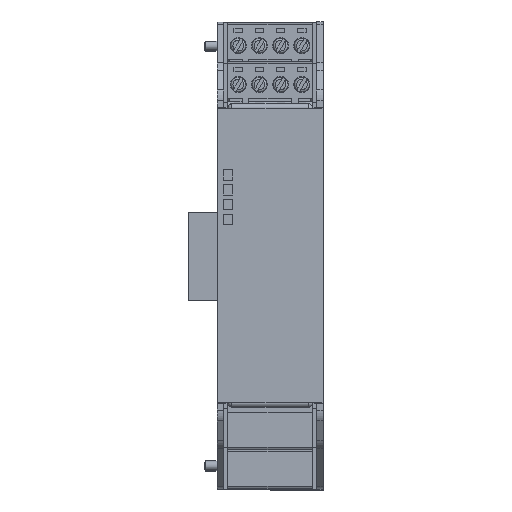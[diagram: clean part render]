
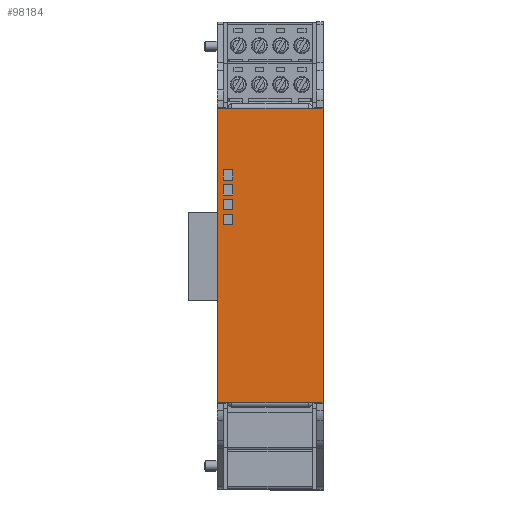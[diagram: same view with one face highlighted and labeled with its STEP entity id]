
A CAD part, top view. The second image highlights one B-rep face of the part: STEP entity #98184.
In plain terms, the highlighted planar face has unit normal (0, 0, 1).
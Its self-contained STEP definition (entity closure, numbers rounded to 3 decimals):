
#95777=DIRECTION('',(-1.,0.,0.));
#95778=VECTOR('',#95777,18.);
#95779=CARTESIAN_POINT('',(9.,-34.76,0.));
#95780=LINE('',#95779,#95778);
#95781=DIRECTION('',(1.,0.,0.));
#95782=VECTOR('',#95781,3.5);
#95783=CARTESIAN_POINT('',(-12.5,-34.76,0.));
#95784=LINE('',#95783,#95782);
#95785=DIRECTION('',(0.,-1.,0.));
#95786=VECTOR('',#95785,69.52);
#95787=CARTESIAN_POINT('',(-12.5,34.76,0.));
#95788=LINE('',#95787,#95786);
#95789=DIRECTION('',(-1.,0.,0.));
#95790=VECTOR('',#95789,3.5);
#95791=CARTESIAN_POINT('',(-9.,34.76,0.));
#95792=LINE('',#95791,#95790);
#95793=DIRECTION('',(-1.,0.,0.));
#95794=VECTOR('',#95793,18.);
#95795=CARTESIAN_POINT('',(9.,34.76,0.));
#95796=LINE('',#95795,#95794);
#95797=DIRECTION('',(-1.,0.,0.));
#95798=VECTOR('',#95797,3.5);
#95799=CARTESIAN_POINT('',(12.5,34.76,0.));
#95800=LINE('',#95799,#95798);
#95801=DIRECTION('',(0.,1.,0.));
#95802=VECTOR('',#95801,69.52);
#95803=CARTESIAN_POINT('',(12.5,-34.76,0.));
#95804=LINE('',#95803,#95802);
#95805=DIRECTION('',(1.,0.,0.));
#95806=VECTOR('',#95805,3.5);
#95807=CARTESIAN_POINT('',(9.,-34.76,0.));
#95808=LINE('',#95807,#95806);
#95809=DIRECTION('',(1.,0.,0.));
#95810=VECTOR('',#95809,2.21);
#95811=CARTESIAN_POINT('',(-11.005,7.24,0.));
#95812=LINE('',#95811,#95810);
#95813=DIRECTION('',(0.,-1.,0.));
#95814=VECTOR('',#95813,2.5);
#95815=CARTESIAN_POINT('',(-8.795,9.74,0.));
#95816=LINE('',#95815,#95814);
#95817=DIRECTION('',(1.,0.,0.));
#95818=VECTOR('',#95817,2.21);
#95819=CARTESIAN_POINT('',(-11.005,9.74,0.));
#95820=LINE('',#95819,#95818);
#95821=DIRECTION('',(0.,-1.,0.));
#95822=VECTOR('',#95821,2.5);
#95823=CARTESIAN_POINT('',(-11.005,9.74,0.));
#95824=LINE('',#95823,#95822);
#95825=DIRECTION('',(1.,0.,0.));
#95826=VECTOR('',#95825,2.21);
#95827=CARTESIAN_POINT('',(-11.005,20.24,0.));
#95828=LINE('',#95827,#95826);
#95829=DIRECTION('',(0.,-1.,0.));
#95830=VECTOR('',#95829,2.5);
#95831=CARTESIAN_POINT('',(-11.005,20.24,0.));
#95832=LINE('',#95831,#95830);
#95833=DIRECTION('',(1.,0.,0.));
#95834=VECTOR('',#95833,2.21);
#95835=CARTESIAN_POINT('',(-11.005,17.74,0.));
#95836=LINE('',#95835,#95834);
#95837=DIRECTION('',(0.,-1.,0.));
#95838=VECTOR('',#95837,2.5);
#95839=CARTESIAN_POINT('',(-8.795,20.24,0.));
#95840=LINE('',#95839,#95838);
#95841=DIRECTION('',(1.,0.,0.));
#95842=VECTOR('',#95841,2.21);
#95843=CARTESIAN_POINT('',(-11.005,16.74,0.));
#95844=LINE('',#95843,#95842);
#95845=DIRECTION('',(0.,-1.,0.));
#95846=VECTOR('',#95845,2.5);
#95847=CARTESIAN_POINT('',(-11.005,16.74,0.));
#95848=LINE('',#95847,#95846);
#95849=DIRECTION('',(1.,0.,0.));
#95850=VECTOR('',#95849,2.21);
#95851=CARTESIAN_POINT('',(-11.005,14.24,0.));
#95852=LINE('',#95851,#95850);
#95853=DIRECTION('',(0.,-1.,0.));
#95854=VECTOR('',#95853,2.5);
#95855=CARTESIAN_POINT('',(-8.795,16.74,0.));
#95856=LINE('',#95855,#95854);
#95857=DIRECTION('',(1.,0.,0.));
#95858=VECTOR('',#95857,2.21);
#95859=CARTESIAN_POINT('',(-11.005,13.24,0.));
#95860=LINE('',#95859,#95858);
#95861=DIRECTION('',(0.,-1.,0.));
#95862=VECTOR('',#95861,2.5);
#95863=CARTESIAN_POINT('',(-11.005,13.24,0.));
#95864=LINE('',#95863,#95862);
#95865=DIRECTION('',(1.,0.,0.));
#95866=VECTOR('',#95865,2.21);
#95867=CARTESIAN_POINT('',(-11.005,10.74,0.));
#95868=LINE('',#95867,#95866);
#95869=DIRECTION('',(0.,-1.,0.));
#95870=VECTOR('',#95869,2.5);
#95871=CARTESIAN_POINT('',(-8.795,13.24,0.));
#95872=LINE('',#95871,#95870);
#97575=CARTESIAN_POINT('',(-12.5,34.76,0.));
#97576=CARTESIAN_POINT('',(-12.5,-34.76,0.));
#97577=VERTEX_POINT('',#97575);
#97578=VERTEX_POINT('',#97576);
#97579=CARTESIAN_POINT('',(12.5,-34.76,0.));
#97580=CARTESIAN_POINT('',(12.5,34.76,0.));
#97581=VERTEX_POINT('',#97579);
#97582=VERTEX_POINT('',#97580);
#97607=CARTESIAN_POINT('',(9.,34.76,0.));
#97608=CARTESIAN_POINT('',(-9.,34.76,0.));
#97609=VERTEX_POINT('',#97607);
#97610=VERTEX_POINT('',#97608);
#97620=CARTESIAN_POINT('',(9.,-34.76,0.));
#97622=VERTEX_POINT('',#97620);
#97624=CARTESIAN_POINT('',(-9.,-34.76,0.));
#97626=VERTEX_POINT('',#97624);
#97929=CARTESIAN_POINT('',(-11.005,7.24,0.));
#97930=CARTESIAN_POINT('',(-8.795,7.24,0.));
#97931=VERTEX_POINT('',#97929);
#97932=VERTEX_POINT('',#97930);
#97933=CARTESIAN_POINT('',(-11.005,20.24,0.));
#97934=CARTESIAN_POINT('',(-8.795,20.24,0.));
#97935=VERTEX_POINT('',#97933);
#97936=VERTEX_POINT('',#97934);
#97937=CARTESIAN_POINT('',(-11.005,17.74,0.));
#97938=CARTESIAN_POINT('',(-8.795,17.74,0.));
#97939=VERTEX_POINT('',#97937);
#97940=VERTEX_POINT('',#97938);
#97941=CARTESIAN_POINT('',(-11.005,16.74,0.));
#97942=CARTESIAN_POINT('',(-8.795,16.74,0.));
#97943=VERTEX_POINT('',#97941);
#97944=VERTEX_POINT('',#97942);
#97945=CARTESIAN_POINT('',(-11.005,14.24,0.));
#97946=CARTESIAN_POINT('',(-8.795,14.24,0.));
#97947=VERTEX_POINT('',#97945);
#97948=VERTEX_POINT('',#97946);
#97949=CARTESIAN_POINT('',(-11.005,13.24,0.));
#97950=CARTESIAN_POINT('',(-8.795,13.24,0.));
#97951=VERTEX_POINT('',#97949);
#97952=VERTEX_POINT('',#97950);
#97953=CARTESIAN_POINT('',(-11.005,10.74,0.));
#97954=CARTESIAN_POINT('',(-8.795,10.74,0.));
#97955=VERTEX_POINT('',#97953);
#97956=VERTEX_POINT('',#97954);
#97957=CARTESIAN_POINT('',(-11.005,9.74,0.));
#97958=CARTESIAN_POINT('',(-8.795,9.74,0.));
#97959=VERTEX_POINT('',#97957);
#97960=VERTEX_POINT('',#97958);
#98121=CARTESIAN_POINT('',(0.,0.,0.));
#98122=DIRECTION('',(0.,0.,1.));
#98123=DIRECTION('',(1.,0.,0.));
#98124=AXIS2_PLACEMENT_3D('',#98121,#98122,#98123);
#98125=PLANE('',#98124);
#98127=ORIENTED_EDGE('',*,*,#98126,.T.);
#98129=ORIENTED_EDGE('',*,*,#98128,.F.);
#98131=ORIENTED_EDGE('',*,*,#98130,.F.);
#98133=ORIENTED_EDGE('',*,*,#98132,.F.);
#98135=ORIENTED_EDGE('',*,*,#98134,.F.);
#98137=ORIENTED_EDGE('',*,*,#98136,.F.);
#98139=ORIENTED_EDGE('',*,*,#98138,.F.);
#98141=ORIENTED_EDGE('',*,*,#98140,.F.);
#98142=EDGE_LOOP('',(#98127,#98129,#98131,#98133,#98135,#98137,#98139,#98141));
#98143=FACE_OUTER_BOUND('',#98142,.F.);
#98145=ORIENTED_EDGE('',*,*,#98144,.T.);
#98147=ORIENTED_EDGE('',*,*,#98146,.F.);
#98149=ORIENTED_EDGE('',*,*,#98148,.F.);
#98151=ORIENTED_EDGE('',*,*,#98150,.T.);
#98152=EDGE_LOOP('',(#98145,#98147,#98149,#98151));
#98153=FACE_BOUND('',#98152,.F.);
#98155=ORIENTED_EDGE('',*,*,#98154,.F.);
#98157=ORIENTED_EDGE('',*,*,#98156,.T.);
#98159=ORIENTED_EDGE('',*,*,#98158,.T.);
#98161=ORIENTED_EDGE('',*,*,#98160,.F.);
#98162=EDGE_LOOP('',(#98155,#98157,#98159,#98161));
#98163=FACE_BOUND('',#98162,.F.);
#98165=ORIENTED_EDGE('',*,*,#98164,.F.);
#98167=ORIENTED_EDGE('',*,*,#98166,.T.);
#98169=ORIENTED_EDGE('',*,*,#98168,.T.);
#98171=ORIENTED_EDGE('',*,*,#98170,.F.);
#98172=EDGE_LOOP('',(#98165,#98167,#98169,#98171));
#98173=FACE_BOUND('',#98172,.F.);
#98175=ORIENTED_EDGE('',*,*,#98174,.F.);
#98177=ORIENTED_EDGE('',*,*,#98176,.T.);
#98179=ORIENTED_EDGE('',*,*,#98178,.T.);
#98181=ORIENTED_EDGE('',*,*,#98180,.F.);
#98182=EDGE_LOOP('',(#98175,#98177,#98179,#98181));
#98183=FACE_BOUND('',#98182,.F.);
#98184=ADVANCED_FACE('',(#98143,#98153,#98163,#98173,#98183),#98125,.T.);
#98126=EDGE_CURVE('',#97622,#97626,#95780,.T.);
#98128=EDGE_CURVE('',#97578,#97626,#95784,.T.);
#98130=EDGE_CURVE('',#97577,#97578,#95788,.T.);
#98132=EDGE_CURVE('',#97610,#97577,#95792,.T.);
#98134=EDGE_CURVE('',#97609,#97610,#95796,.T.);
#98136=EDGE_CURVE('',#97582,#97609,#95800,.T.);
#98138=EDGE_CURVE('',#97581,#97582,#95804,.T.);
#98140=EDGE_CURVE('',#97622,#97581,#95808,.T.);
#98144=EDGE_CURVE('',#97931,#97932,#95812,.T.);
#98146=EDGE_CURVE('',#97960,#97932,#95816,.T.);
#98148=EDGE_CURVE('',#97959,#97960,#95820,.T.);
#98150=EDGE_CURVE('',#97959,#97931,#95824,.T.);
#98154=EDGE_CURVE('',#97935,#97936,#95828,.T.);
#98156=EDGE_CURVE('',#97935,#97939,#95832,.T.);
#98158=EDGE_CURVE('',#97939,#97940,#95836,.T.);
#98160=EDGE_CURVE('',#97936,#97940,#95840,.T.);
#98164=EDGE_CURVE('',#97943,#97944,#95844,.T.);
#98166=EDGE_CURVE('',#97943,#97947,#95848,.T.);
#98168=EDGE_CURVE('',#97947,#97948,#95852,.T.);
#98170=EDGE_CURVE('',#97944,#97948,#95856,.T.);
#98174=EDGE_CURVE('',#97951,#97952,#95860,.T.);
#98176=EDGE_CURVE('',#97951,#97955,#95864,.T.);
#98178=EDGE_CURVE('',#97955,#97956,#95868,.T.);
#98180=EDGE_CURVE('',#97952,#97956,#95872,.T.);
